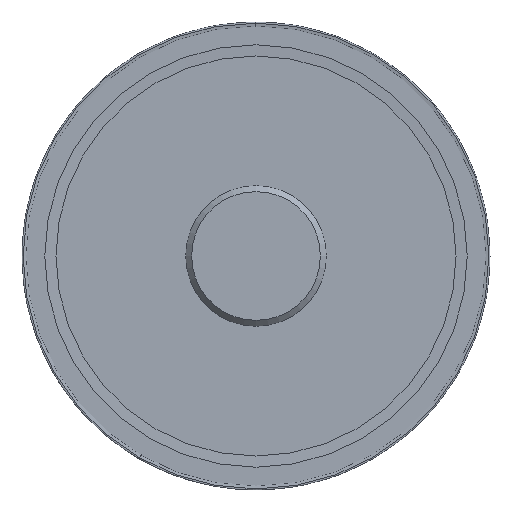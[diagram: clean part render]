
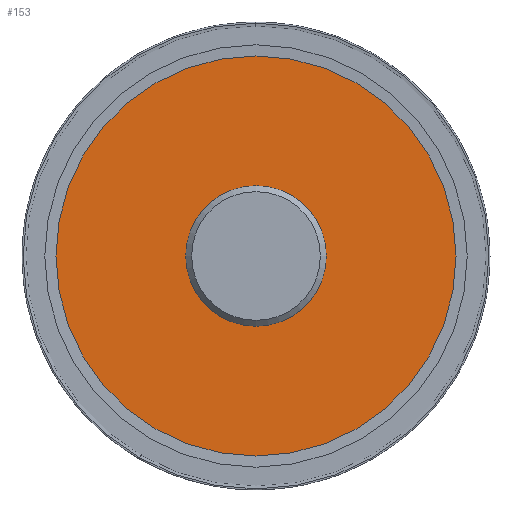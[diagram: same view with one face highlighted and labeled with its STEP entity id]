
A CAD part, left-side view. The second image highlights one B-rep face of the part: STEP entity #153.
In plain terms, the highlighted planar face has unit normal (-1, 0, 0).
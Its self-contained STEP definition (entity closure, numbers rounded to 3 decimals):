
#140=PLANE('',#571);
#153=ADVANCED_FACE('',(#198,#199),#140,.F.);
#198=FACE_BOUND('',#220,.T.);
#199=FACE_BOUND('',#221,.T.);
#220=EDGE_LOOP('',(#268));
#221=EDGE_LOOP('',(#269));
#268=ORIENTED_EDGE('',*,*,#442,.F.);
#269=ORIENTED_EDGE('',*,*,#438,.T.);
#394=VERTEX_POINT('',#781);
#398=VERTEX_POINT('',#793);
#438=EDGE_CURVE('',#394,#394,#506,.T.);
#442=EDGE_CURVE('',#398,#398,#510,.T.);
#506=CIRCLE('',#562,85.48);
#510=CIRCLE('',#570,30.);
#562=AXIS2_PLACEMENT_3D('',#780,#636,#637);
#570=AXIS2_PLACEMENT_3D('',#792,#652,#653);
#571=AXIS2_PLACEMENT_3D('',#794,#654,#655);
#636=DIRECTION('',(-1.,0.,0.));
#637=DIRECTION('',(0.,0.,1.));
#652=DIRECTION('',(-1.,0.,0.));
#653=DIRECTION('',(0.,0.,1.));
#654=DIRECTION('',(1.,0.,0.));
#655=DIRECTION('',(0.,0.,-1.));
#780=CARTESIAN_POINT('',(0.5,0.,0.));
#781=CARTESIAN_POINT('',(0.5,0.,85.48));
#792=CARTESIAN_POINT('',(0.5,0.,0.));
#793=CARTESIAN_POINT('',(0.5,0.,30.));
#794=CARTESIAN_POINT('',(0.5,85.48,0.));
